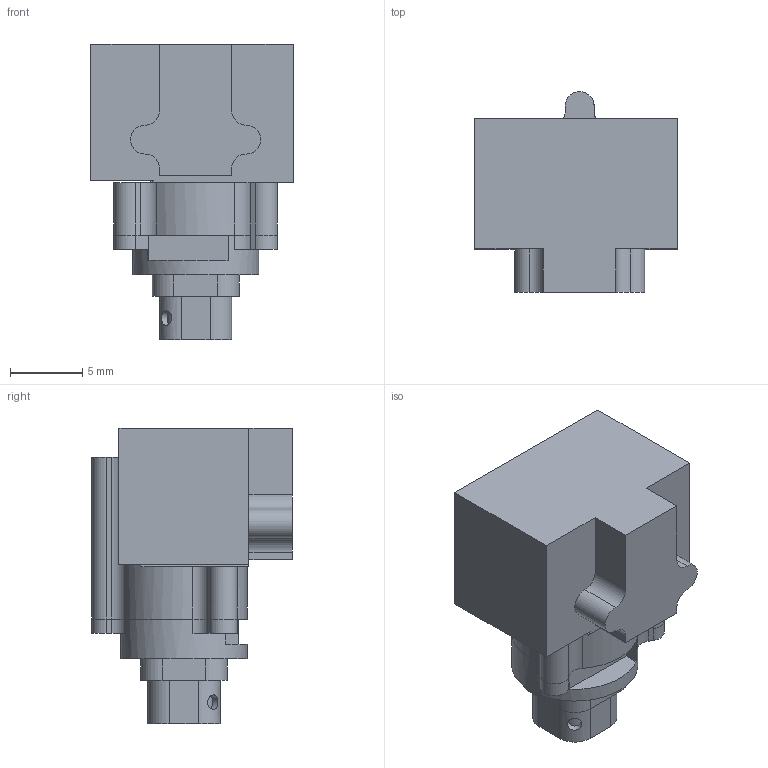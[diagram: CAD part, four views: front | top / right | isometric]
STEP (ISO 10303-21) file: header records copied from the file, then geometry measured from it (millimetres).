
FILE_DESCRIPTION(/* description */ (''),/* implementation_level */ '2;1');
FILE_NAME(/* name */ 'Miniscope_v4_Dummy.step',/* time_stamp */ '2022-06-17T12:08:12-07:00',/* author */ (''),/* organization */ (''),/* preprocessor_version */ 'ST-DEVELOPER v19',/* originating_system */ 'Autodesk Translation Framework v11.7.0.108',/* authorisation */ '');
FILE_SCHEMA (('AUTOMOTIVE_DESIGN { 1 0 10303 214 3 1 1 }'));
Length unit declared in the file: millimetre
Products named in the file (4): Dummy; Miniscope_v4_Objective v1; Objective_Module_Sleeve v1; Miniscope_v4_Emission v1
Assembly tree (3 placements, depth 2):
  Dummy
    Miniscope_v4_Objective v1
    Objective_Module_Sleeve v1
    Miniscope_v4_Emission v1
Bounding box: 14 x 13.88 x 20.45 mm (x, y, z)
Volume: 1910.5 mm3; surface area: 1228.1 mm2
Topology: 1 solids, 3 shells, 110 faces, 297 edges, 196 vertices
Faces by surface type: plane 67, cylinder 43
Full cylindrical faces by diameter (mm): 1 x1, 8.75 x1
Entity records: 3663 total; most frequent: CARTESIAN_POINT 694, DIRECTION 626, ORIENTED_EDGE 594, EDGE_CURVE 297, AXIS2_PLACEMENT_3D 219, VERTEX_POINT 196, LINE 188, VECTOR 188
